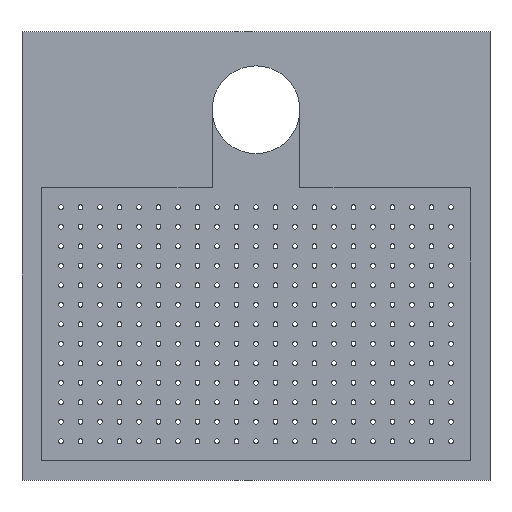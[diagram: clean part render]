
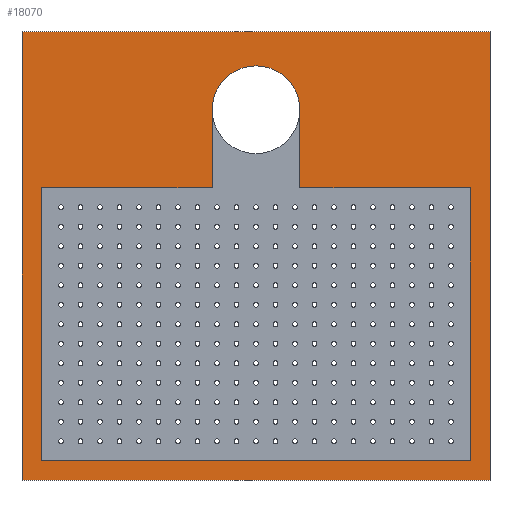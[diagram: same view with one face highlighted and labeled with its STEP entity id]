
A CAD part, top view. The second image highlights one B-rep face of the part: STEP entity #18070.
In plain terms, the highlighted planar face has unit normal (0, 0, 1).
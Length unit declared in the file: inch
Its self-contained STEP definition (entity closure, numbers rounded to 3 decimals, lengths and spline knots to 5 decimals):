
#53 = VECTOR ( 'NONE', #13015, 39.37008 ) ;
#237 = ORIENTED_EDGE ( 'NONE', *, *, #8823, .F. ) ;
#311 = VERTEX_POINT ( 'NONE', #13398 ) ;
#335 = ORIENTED_EDGE ( 'NONE', *, *, #19843, .F. ) ;
#577 = EDGE_CURVE ( 'NONE', #14953, #8443, #2200, .T. ) ;
#837 = CARTESIAN_POINT ( 'NONE',  ( 12., 11.5, 0. ) ) ;
#1086 = LINE ( 'NONE', #17776, #53 ) ;
#2200 = LINE ( 'NONE', #17188, #18166 ) ;
#2274 = ORIENTED_EDGE ( 'NONE', *, *, #8970, .F. ) ;
#2676 = VERTEX_POINT ( 'NONE', #3020 ) ;
#2772 = CIRCLE ( 'NONE', #16367, 1.125 ) ;
#2814 = LINE ( 'NONE', #17924, #9776 ) ;
#2923 = ORIENTED_EDGE ( 'NONE', *, *, #11799, .F. ) ;
#2994 = VECTOR ( 'NONE', #12691, 39.37008 ) ;
#3020 = CARTESIAN_POINT ( 'NONE',  ( 11.5, 7.5, 0. ) ) ;
#3414 = CARTESIAN_POINT ( 'NONE',  ( 4.875, 7.5, 0. ) ) ;
#4287 = DIRECTION ( 'NONE',  ( -1., 0., 0. ) ) ;
#4360 = LINE ( 'NONE', #7173, #8079 ) ;
#4675 = EDGE_CURVE ( 'NONE', #18674, #17885, #4360, .T. ) ;
#4746 = VERTEX_POINT ( 'NONE', #18399 ) ;
#4875 = EDGE_LOOP ( 'NONE', ( #237, #10517, #9017, #335, #6667, #18555, #2923, #2274 ) ) ;
#5288 = FACE_OUTER_BOUND ( 'NONE', #7755, .T. ) ;
#5477 = LINE ( 'NONE', #15438, #13409 ) ;
#5812 = CARTESIAN_POINT ( 'NONE',  ( 0.5, 7.5, 0. ) ) ;
#5845 = VERTEX_POINT ( 'NONE', #13017 ) ;
#5902 = EDGE_CURVE ( 'NONE', #7633, #311, #2814, .T. ) ;
#5934 = DIRECTION ( 'NONE',  ( 0., 1., 0. ) ) ;
#6238 = LINE ( 'NONE', #18185, #18470 ) ;
#6239 = CARTESIAN_POINT ( 'NONE',  ( 6., 9.5, 0. ) ) ;
#6450 = DIRECTION ( 'NONE',  ( 0., 1., 0. ) ) ;
#6667 = ORIENTED_EDGE ( 'NONE', *, *, #8228, .F. ) ;
#7096 = EDGE_CURVE ( 'NONE', #17885, #7633, #1086, .T. ) ;
#7173 = CARTESIAN_POINT ( 'NONE',  ( 0., 11.5, 0. ) ) ;
#7206 = CARTESIAN_POINT ( 'NONE',  ( 0.5, 0.5, 0. ) ) ;
#7245 = LINE ( 'NONE', #12622, #2994 ) ;
#7542 = LINE ( 'NONE', #7206, #19255 ) ;
#7633 = VERTEX_POINT ( 'NONE', #20385 ) ;
#7755 = EDGE_LOOP ( 'NONE', ( #20136, #14958, #15335, #15768 ) ) ;
#7757 = VECTOR ( 'NONE', #12936, 39.37008 ) ;
#7840 = DIRECTION ( 'NONE',  ( 1., 0., 0. ) ) ;
#7865 = VECTOR ( 'NONE', #6450, 39.37008 ) ;
#8079 = VECTOR ( 'NONE', #13418, 39.37008 ) ;
#8228 = EDGE_CURVE ( 'NONE', #8443, #4746, #7542, .T. ) ;
#8443 = VERTEX_POINT ( 'NONE', #10908 ) ;
#8608 = DIRECTION ( 'NONE',  ( -1., 0., 0. ) ) ;
#8788 = DIRECTION ( 'NONE',  ( 1., 0., 0. ) ) ;
#8823 = EDGE_CURVE ( 'NONE', #13568, #14689, #2772, .T. ) ;
#8970 = EDGE_CURVE ( 'NONE', #14689, #10200, #16192, .T. ) ;
#9017 = ORIENTED_EDGE ( 'NONE', *, *, #16822, .F. ) ;
#9019 = FACE_BOUND ( 'NONE', #4875, .T. ) ;
#9037 = PLANE ( 'NONE',  #17676 ) ;
#9432 = EDGE_CURVE ( 'NONE', #311, #18674, #17207, .T. ) ;
#9776 = VECTOR ( 'NONE', #11547, 39.37008 ) ;
#10200 = VERTEX_POINT ( 'NONE', #14589 ) ;
#10517 = ORIENTED_EDGE ( 'NONE', *, *, #10697, .F. ) ;
#10606 = CARTESIAN_POINT ( 'NONE',  ( 0., 0., 0. ) ) ;
#10697 = EDGE_CURVE ( 'NONE', #5845, #13568, #12578, .T. ) ;
#10908 = CARTESIAN_POINT ( 'NONE',  ( 0.5, 0.5, 0. ) ) ;
#11547 = DIRECTION ( 'NONE',  ( 1., 0., 0. ) ) ;
#11799 = EDGE_CURVE ( 'NONE', #10200, #14953, #7245, .T. ) ;
#12424 = DIRECTION ( 'NONE',  ( 0., -1., 0. ) ) ;
#12441 = VECTOR ( 'NONE', #17481, 39.37008 ) ;
#12578 = LINE ( 'NONE', #15955, #7865 ) ;
#12622 = CARTESIAN_POINT ( 'NONE',  ( 11.5, 7.5, 0. ) ) ;
#12691 = DIRECTION ( 'NONE',  ( -1., 0., 0. ) ) ;
#12936 = DIRECTION ( 'NONE',  ( 0., -1., 0. ) ) ;
#13015 = DIRECTION ( 'NONE',  ( 0., -1., 0. ) ) ;
#13017 = CARTESIAN_POINT ( 'NONE',  ( 7.125, 7.5, 0. ) ) ;
#13398 = CARTESIAN_POINT ( 'NONE',  ( 12., 0., 0. ) ) ;
#13409 = VECTOR ( 'NONE', #5934, 39.37008 ) ;
#13418 = DIRECTION ( 'NONE',  ( -1., 0., 0. ) ) ;
#13568 = VERTEX_POINT ( 'NONE', #17490 ) ;
#13816 = DIRECTION ( 'NONE',  ( 0., 0., -1. ) ) ;
#14589 = CARTESIAN_POINT ( 'NONE',  ( 4.875, 7.5, 0. ) ) ;
#14689 = VERTEX_POINT ( 'NONE', #17830 ) ;
#14953 = VERTEX_POINT ( 'NONE', #5812 ) ;
#14958 = ORIENTED_EDGE ( 'NONE', *, *, #5902, .T. ) ;
#15335 = ORIENTED_EDGE ( 'NONE', *, *, #9432, .T. ) ;
#15438 = CARTESIAN_POINT ( 'NONE',  ( 11.5, 0.5, 0. ) ) ;
#15768 = ORIENTED_EDGE ( 'NONE', *, *, #4675, .T. ) ;
#15955 = CARTESIAN_POINT ( 'NONE',  ( 7.125, 9.5, 0. ) ) ;
#16192 = LINE ( 'NONE', #3414, #7757 ) ;
#16367 = AXIS2_PLACEMENT_3D ( 'NONE', #6239, #17370, #7840 ) ;
#16822 = EDGE_CURVE ( 'NONE', #2676, #5845, #6238, .T. ) ;
#17188 = CARTESIAN_POINT ( 'NONE',  ( 0.5, 7.5, 0. ) ) ;
#17207 = LINE ( 'NONE', #19047, #12441 ) ;
#17370 = DIRECTION ( 'NONE',  ( 0., 0., 1. ) ) ;
#17481 = DIRECTION ( 'NONE',  ( 0., 1., 0. ) ) ;
#17490 = CARTESIAN_POINT ( 'NONE',  ( 7.125, 9.5, 0. ) ) ;
#17676 = AXIS2_PLACEMENT_3D ( 'NONE', #10606, #13816, #4287 ) ;
#17776 = CARTESIAN_POINT ( 'NONE',  ( 0., 0., 0. ) ) ;
#17830 = CARTESIAN_POINT ( 'NONE',  ( 4.875, 9.5, 0. ) ) ;
#17885 = VERTEX_POINT ( 'NONE', #19644 ) ;
#17924 = CARTESIAN_POINT ( 'NONE',  ( 0., 0., 0. ) ) ;
#18070 = ADVANCED_FACE ( 'NONE', ( #9019, #5288 ), #9037, .F. ) ;
#18166 = VECTOR ( 'NONE', #12424, 39.37008 ) ;
#18185 = CARTESIAN_POINT ( 'NONE',  ( 11.5, 7.5, 0. ) ) ;
#18399 = CARTESIAN_POINT ( 'NONE',  ( 11.5, 0.5, 0. ) ) ;
#18470 = VECTOR ( 'NONE', #8608, 39.37008 ) ;
#18555 = ORIENTED_EDGE ( 'NONE', *, *, #577, .F. ) ;
#18674 = VERTEX_POINT ( 'NONE', #837 ) ;
#19047 = CARTESIAN_POINT ( 'NONE',  ( 12., 0., 0. ) ) ;
#19255 = VECTOR ( 'NONE', #8788, 39.37008 ) ;
#19644 = CARTESIAN_POINT ( 'NONE',  ( 0., 11.5, 0. ) ) ;
#19843 = EDGE_CURVE ( 'NONE', #4746, #2676, #5477, .T. ) ;
#20136 = ORIENTED_EDGE ( 'NONE', *, *, #7096, .T. ) ;
#20385 = CARTESIAN_POINT ( 'NONE',  ( 0., 0., 0. ) ) ;
